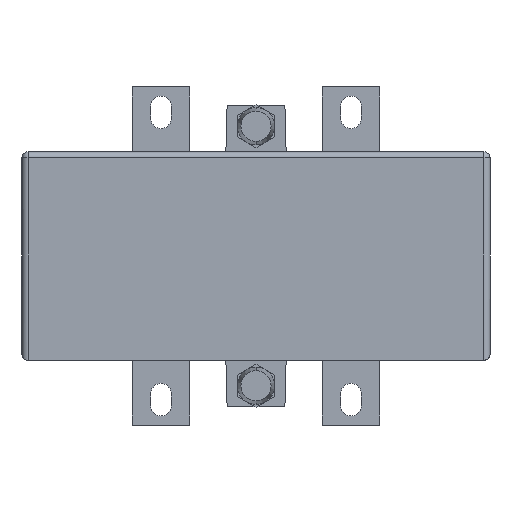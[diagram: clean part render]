
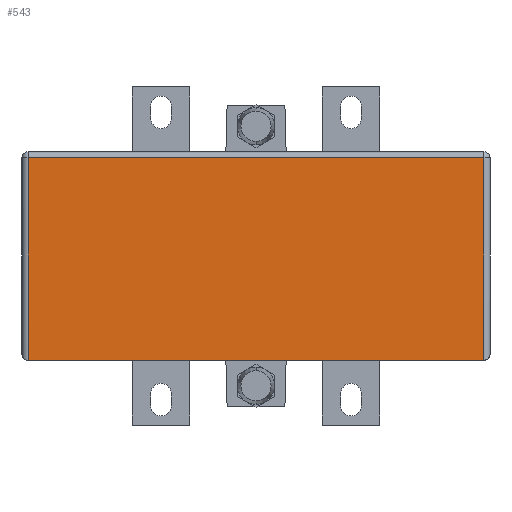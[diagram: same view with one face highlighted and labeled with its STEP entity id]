
A CAD part, front view. The second image highlights one B-rep face of the part: STEP entity #543.
In plain terms, the highlighted planar face has unit normal (0, -1, 0).
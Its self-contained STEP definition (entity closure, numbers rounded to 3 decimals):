
#479 = DIRECTION ( 'NONE',  ( 0., 0., -1. ) ) ;
#534 = VECTOR ( 'NONE', #9604, 1000. ) ;
#543 = ADVANCED_FACE ( 'NONE', ( #19011 ), #15987, .F. ) ;
#923 = DIRECTION ( 'NONE',  ( 1., 0., 0. ) ) ;
#1297 = LINE ( 'NONE', #29223, #12037 ) ;
#1400 = CARTESIAN_POINT ( 'NONE',  ( 26.75, -55.5, -22.5 ) ) ;
#2534 = DIRECTION ( 'NONE',  ( 0., 0., 1. ) ) ;
#3220 = VERTEX_POINT ( 'NONE', #20028 ) ;
#3230 = LINE ( 'NONE', #26819, #9008 ) ;
#3345 = CARTESIAN_POINT ( 'NONE',  ( -49.2, -55.5, 21.2 ) ) ;
#3735 = DIRECTION ( 'NONE',  ( -1., 0., 0. ) ) ;
#3973 = VECTOR ( 'NONE', #22243, 1000. ) ;
#3974 = LINE ( 'NONE', #25044, #9741 ) ;
#4311 = EDGE_CURVE ( 'NONE', #15541, #12776, #5187, .T. ) ;
#4685 = EDGE_CURVE ( 'NONE', #18902, #28060, #3230, .T. ) ;
#4821 = DIRECTION ( 'NONE',  ( 1., 0., 0. ) ) ;
#5097 = CARTESIAN_POINT ( 'NONE',  ( -50.5, -55.5, 21.2 ) ) ;
#5187 = LINE ( 'NONE', #15626, #19033 ) ;
#5227 = EDGE_CURVE ( 'NONE', #23182, #3220, #3974, .T. ) ;
#7055 = LINE ( 'NONE', #7152, #534 ) ;
#7152 = CARTESIAN_POINT ( 'NONE',  ( 0., -55.5, -22.5 ) ) ;
#7349 = DIRECTION ( 'NONE',  ( 1., 0., 0. ) ) ;
#8968 = VECTOR ( 'NONE', #479, 1000. ) ;
#9008 = VECTOR ( 'NONE', #4821, 1000. ) ;
#9604 = DIRECTION ( 'NONE',  ( 1., 0., 0. ) ) ;
#9741 = VECTOR ( 'NONE', #17695, 1000. ) ;
#11034 = CARTESIAN_POINT ( 'NONE',  ( 0., -55.5, 22.5 ) ) ;
#11222 = CARTESIAN_POINT ( 'NONE',  ( -14.25, -55.5, -22.5 ) ) ;
#11270 = VECTOR ( 'NONE', #2534, 1000. ) ;
#12037 = VECTOR ( 'NONE', #7349, 1000. ) ;
#12776 = VERTEX_POINT ( 'NONE', #22144 ) ;
#13658 = ORIENTED_EDGE ( 'NONE', *, *, #20604, .T. ) ;
#15541 = VERTEX_POINT ( 'NONE', #11222 ) ;
#15626 = CARTESIAN_POINT ( 'NONE',  ( 0., -55.5, -22.5 ) ) ;
#15987 = PLANE ( 'NONE',  #18668 ) ;
#16627 = CARTESIAN_POINT ( 'NONE',  ( -26.75, -55.5, -22.5 ) ) ;
#17011 = LINE ( 'NONE', #5097, #3973 ) ;
#17074 = ORIENTED_EDGE ( 'NONE', *, *, #20564, .T. ) ;
#17211 = CARTESIAN_POINT ( 'NONE',  ( 49.2, -55.5, 22.5 ) ) ;
#17634 = CARTESIAN_POINT ( 'NONE',  ( -49.2, -55.5, 22.5 ) ) ;
#17695 = DIRECTION ( 'NONE',  ( 1., 0., 0. ) ) ;
#18445 = DIRECTION ( 'NONE',  ( 0., 1., 0. ) ) ;
#18650 = ORIENTED_EDGE ( 'NONE', *, *, #5227, .T. ) ;
#18668 = AXIS2_PLACEMENT_3D ( 'NONE', #11034, #18445, #3735 ) ;
#18902 = VERTEX_POINT ( 'NONE', #25718 ) ;
#19011 = FACE_OUTER_BOUND ( 'NONE', #21791, .T. ) ;
#19033 = VECTOR ( 'NONE', #923, 1000. ) ;
#20028 = CARTESIAN_POINT ( 'NONE',  ( 49.2, -55.5, -22.5 ) ) ;
#20182 = ORIENTED_EDGE ( 'NONE', *, *, #20691, .T. ) ;
#20512 = EDGE_CURVE ( 'NONE', #28060, #15541, #7055, .T. ) ;
#20564 = EDGE_CURVE ( 'NONE', #12776, #23182, #1297, .T. ) ;
#20572 = EDGE_CURVE ( 'NONE', #3220, #29023, #30689, .T. ) ;
#20604 = EDGE_CURVE ( 'NONE', #29023, #24263, #17011, .T. ) ;
#20691 = EDGE_CURVE ( 'NONE', #24263, #18902, #27663, .T. ) ;
#21791 = EDGE_LOOP ( 'NONE', ( #22069, #22818, #29240, #17074, #18650, #25867, #13658, #20182 ) ) ;
#22069 = ORIENTED_EDGE ( 'NONE', *, *, #4685, .T. ) ;
#22144 = CARTESIAN_POINT ( 'NONE',  ( 14.25, -55.5, -22.5 ) ) ;
#22243 = DIRECTION ( 'NONE',  ( -1., 0., 0. ) ) ;
#22781 = CARTESIAN_POINT ( 'NONE',  ( 49.2, -55.5, 21.2 ) ) ;
#22818 = ORIENTED_EDGE ( 'NONE', *, *, #20512, .T. ) ;
#23182 = VERTEX_POINT ( 'NONE', #1400 ) ;
#24263 = VERTEX_POINT ( 'NONE', #3345 ) ;
#25044 = CARTESIAN_POINT ( 'NONE',  ( 0., -55.5, -22.5 ) ) ;
#25718 = CARTESIAN_POINT ( 'NONE',  ( -49.2, -55.5, -22.5 ) ) ;
#25867 = ORIENTED_EDGE ( 'NONE', *, *, #20572, .T. ) ;
#26819 = CARTESIAN_POINT ( 'NONE',  ( 0., -55.5, -22.5 ) ) ;
#27663 = LINE ( 'NONE', #17634, #8968 ) ;
#28060 = VERTEX_POINT ( 'NONE', #16627 ) ;
#29023 = VERTEX_POINT ( 'NONE', #22781 ) ;
#29223 = CARTESIAN_POINT ( 'NONE',  ( 0., -55.5, -22.5 ) ) ;
#29240 = ORIENTED_EDGE ( 'NONE', *, *, #4311, .T. ) ;
#30689 = LINE ( 'NONE', #17211, #11270 ) ;
